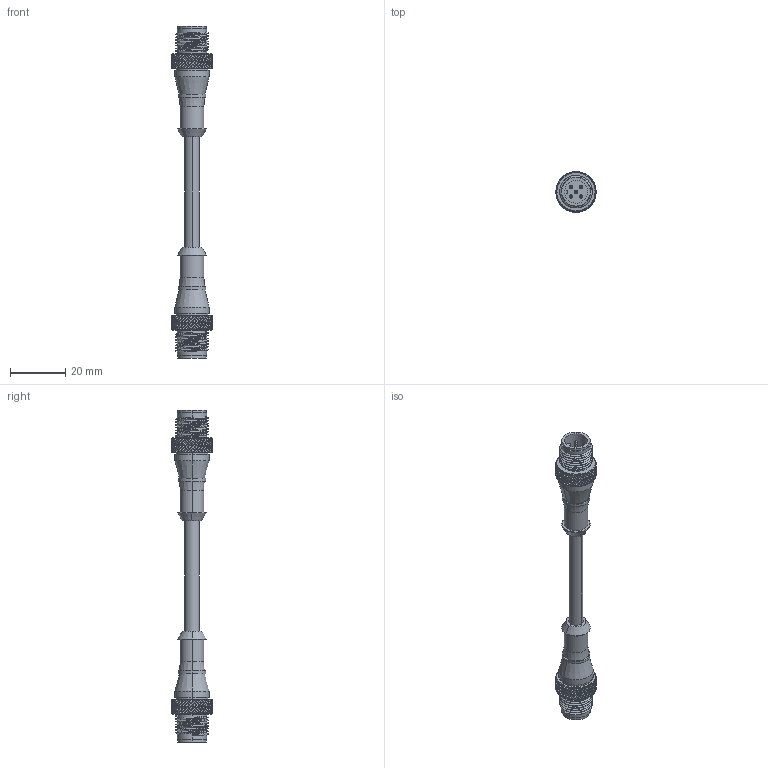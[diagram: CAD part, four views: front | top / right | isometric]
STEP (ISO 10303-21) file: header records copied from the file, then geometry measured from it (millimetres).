
FILE_DESCRIPTION((''),'2;1');
FILE_NAME('214823_ASM','2019-11-01T09:16:43',('pdmadmin'),('BANNER ENGINEERING'),'CREO PARAMETRIC BY PTC INC, 2018300','CREO PARAMETRIC BY PTC INC, 2018300','');
FILE_SCHEMA(('CONFIG_CONTROL_DESIGN'));
Products named in the file (10): CABLE_521; 133273; 122361; 133396; 133394; 141342; 133399_ASM; 153396_ASM; 207942_ASM; 214823_ASM
Assembly tree (13 placements, depth 5):
  214823_ASM
    207942_ASM
      CABLE_521
      153396_ASM  x2
        133273
        122361
        133399_ASM
          133396
          133394  x4
          141342
Bounding box: 14.5 x 14.5 x 120 mm (x, y, z)
Volume: 7171.2 mm3; surface area: 8704.4 mm2
Topology: 17 solids, 17 shells, 4234 faces, 9444 edges, 5260 vertices
Faces by surface type: bspline 2604, cylinder 1104, plane 406, cone 92, sphere 20, torus 4, revolution 4
Entity records: 99188 total; most frequent: CARTESIAN_POINT 64753, ORIENTED_EDGE 9182, EDGE_CURVE 4591, B_SPLINE_CURVE_WITH_KNOTS 3494, DIRECTION 3103, VERTEX_POINT 2566, EDGE_LOOP 2093, FACE_OUTER_BOUND 2059
